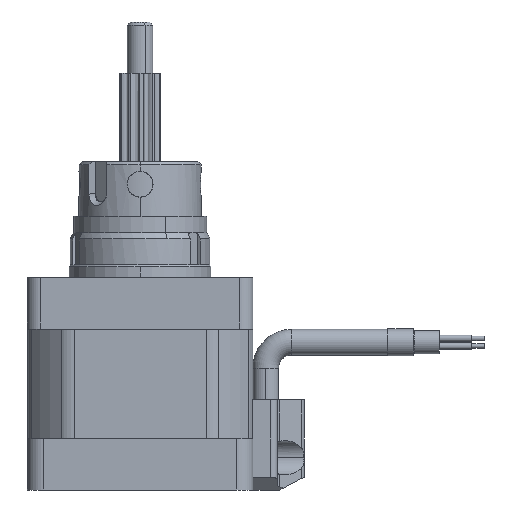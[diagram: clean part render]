
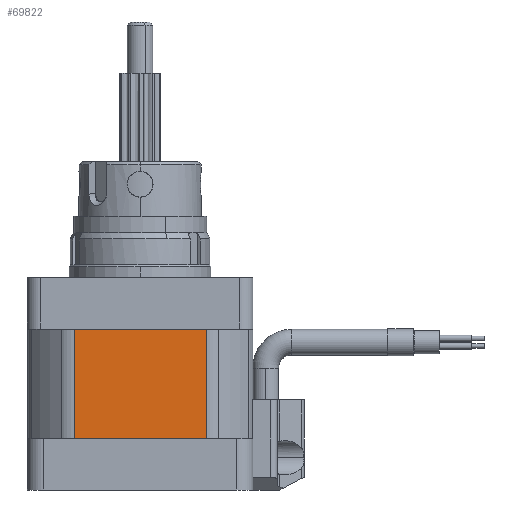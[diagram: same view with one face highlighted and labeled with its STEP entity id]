
A CAD part, left-side view. The second image highlights one B-rep face of the part: STEP entity #69822.
In plain terms, the highlighted face is planar.
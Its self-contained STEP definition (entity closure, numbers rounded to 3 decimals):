
#2870 = CARTESIAN_POINT ( 'NONE',  ( 10.271, 17.5, 17. ) ) ;
#4101 = DIRECTION ( 'NONE',  ( 0., 0., -1. ) ) ;
#5994 = DIRECTION ( 'NONE',  ( -1., 0., 0. ) ) ;
#8961 = CARTESIAN_POINT ( 'NONE',  ( -10.271, 17.5, 17. ) ) ;
#9015 = DIRECTION ( 'NONE',  ( -1., 0., 0. ) ) ;
#9734 = VERTEX_POINT ( 'NONE', #78990 ) ;
#19529 = VECTOR ( 'NONE', #9015, 1000. ) ;
#19747 = VECTOR ( 'NONE', #28431, 1000. ) ;
#23314 = EDGE_CURVE ( 'NONE', #38511, #9734, #48966, .T. ) ;
#23823 = LINE ( 'NONE', #36806, #19529 ) ;
#28017 = EDGE_CURVE ( 'NONE', #9734, #85133, #43224, .T. ) ;
#28431 = DIRECTION ( 'NONE',  ( 0., 0., -1. ) ) ;
#29324 = ORIENTED_EDGE ( 'NONE', *, *, #55993, .T. ) ;
#36806 = CARTESIAN_POINT ( 'NONE',  ( 10.271, 17.5, 0. ) ) ;
#38511 = VERTEX_POINT ( 'NONE', #78953 ) ;
#42676 = VERTEX_POINT ( 'NONE', #69821 ) ;
#43224 = LINE ( 'NONE', #8961, #19747 ) ;
#43774 = VECTOR ( 'NONE', #5994, 1000. ) ;
#44827 = PLANE ( 'NONE',  #64369 ) ;
#46899 = ORIENTED_EDGE ( 'NONE', *, *, #28017, .F. ) ;
#48966 = LINE ( 'NONE', #75797, #43774 ) ;
#52777 = DIRECTION ( 'NONE',  ( 0., 0., -1. ) ) ;
#55993 = EDGE_CURVE ( 'NONE', #42676, #85133, #23823, .T. ) ;
#59235 = ORIENTED_EDGE ( 'NONE', *, *, #23314, .F. ) ;
#60680 = EDGE_LOOP ( 'NONE', ( #29324, #46899, #59235, #82028 ) ) ;
#63830 = EDGE_CURVE ( 'NONE', #38511, #42676, #73150, .T. ) ;
#64094 = CARTESIAN_POINT ( 'NONE',  ( -10.271, 17.5, 0. ) ) ;
#64369 = AXIS2_PLACEMENT_3D ( 'NONE', #87753, #89107, #4101 ) ;
#69822 = ADVANCED_FACE ( 'NONE', ( #79922 ), #44827, .F. ) ;
#69821 = CARTESIAN_POINT ( 'NONE',  ( 10.271, 17.5, 0. ) ) ;
#73150 = LINE ( 'NONE', #2870, #87319 ) ;
#75797 = CARTESIAN_POINT ( 'NONE',  ( 10.271, 17.5, 17. ) ) ;
#78953 = CARTESIAN_POINT ( 'NONE',  ( 10.271, 17.5, 17. ) ) ;
#78990 = CARTESIAN_POINT ( 'NONE',  ( -10.271, 17.5, 17. ) ) ;
#79922 = FACE_OUTER_BOUND ( 'NONE', #60680, .T. ) ;
#82028 = ORIENTED_EDGE ( 'NONE', *, *, #63830, .T. ) ;
#85133 = VERTEX_POINT ( 'NONE', #64094 ) ;
#87319 = VECTOR ( 'NONE', #52777, 1000. ) ;
#87753 = CARTESIAN_POINT ( 'NONE',  ( 10.271, 17.5, 17. ) ) ;
#89107 = DIRECTION ( 'NONE',  ( 0., -1., 0. ) ) ;
